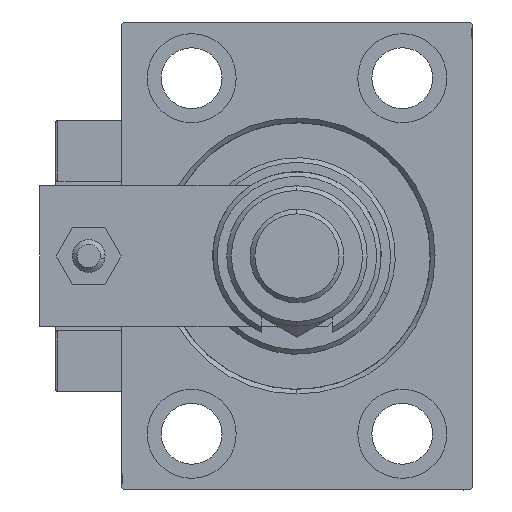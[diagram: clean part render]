
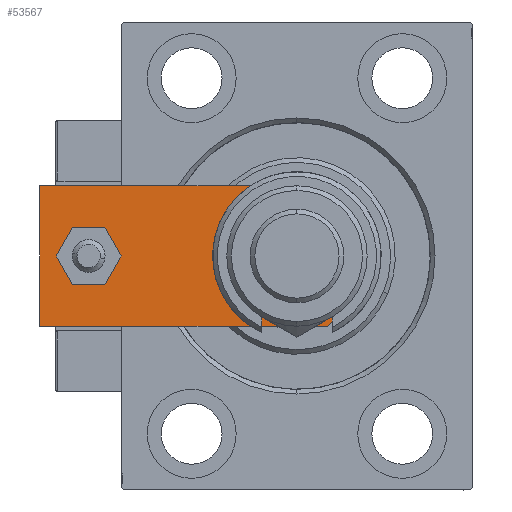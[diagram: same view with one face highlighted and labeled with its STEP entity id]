
A CAD part, left-side view. The second image highlights one B-rep face of the part: STEP entity #53567.
In plain terms, the highlighted face is planar.
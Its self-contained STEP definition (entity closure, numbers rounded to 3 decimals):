
#174 = DIRECTION ( 'NONE',  ( 0.707, 0.707, 0. ) ) ;
#621 = CARTESIAN_POINT ( 'NONE',  ( -3.25, -3.25, 8. ) ) ;
#1162 = DIRECTION ( 'NONE',  ( 0.707, -0.707, 0. ) ) ;
#1350 = DIRECTION ( 'NONE',  ( 1., 0., 0. ) ) ;
#1491 = DIRECTION ( 'NONE',  ( 1., 0., 0. ) ) ;
#1889 = FACE_OUTER_BOUND ( 'NONE', #40045, .T. ) ;
#1946 = CARTESIAN_POINT ( 'NONE',  ( 6.5, 0., 8. ) ) ;
#2004 = DIRECTION ( 'NONE',  ( 1., 0., 0. ) ) ;
#2473 = VERTEX_POINT ( 'NONE', #33475 ) ;
#3042 = CARTESIAN_POINT ( 'NONE',  ( -10., 15., 8. ) ) ;
#3419 = VERTEX_POINT ( 'NONE', #3594 ) ;
#3594 = CARTESIAN_POINT ( 'NONE',  ( 10., 15., 8. ) ) ;
#4451 = EDGE_CURVE ( 'NONE', #53843, #6437, #45795, .T. ) ;
#4712 = CARTESIAN_POINT ( 'NONE',  ( -6.5, 0., 8. ) ) ;
#5574 = CARTESIAN_POINT ( 'NONE',  ( 0., 59.5, 8. ) ) ;
#5905 = EDGE_CURVE ( 'NONE', #2473, #40600, #42894, .T. ) ;
#6437 = VERTEX_POINT ( 'NONE', #46978 ) ;
#8090 = LINE ( 'NONE', #41891, #52547 ) ;
#12691 = LINE ( 'NONE', #17049, #27568 ) ;
#14378 = VERTEX_POINT ( 'NONE', #15991 ) ;
#14735 = PLANE ( 'NONE',  #24475 ) ;
#15991 = CARTESIAN_POINT ( 'NONE',  ( -15., 8.5, 8. ) ) ;
#17049 = CARTESIAN_POINT ( 'NONE',  ( 15., 70., 8. ) ) ;
#17613 = VECTOR ( 'NONE', #2004, 1000. ) ;
#18131 = DIRECTION ( 'NONE',  ( 1., 0., 0. ) ) ;
#18819 = FACE_BOUND ( 'NONE', #29917, .T. ) ;
#20080 = CARTESIAN_POINT ( 'NONE',  ( 15., 8.5, 8. ) ) ;
#20863 = EDGE_LOOP ( 'NONE', ( #47888, #45956 ) ) ;
#21786 = EDGE_CURVE ( 'NONE', #40600, #2473, #25307, .T. ) ;
#22087 = VERTEX_POINT ( 'NONE', #4712 ) ;
#22139 = EDGE_CURVE ( 'NONE', #14378, #22087, #37452, .T. ) ;
#22881 = ORIENTED_EDGE ( 'NONE', *, *, #22139, .T. ) ;
#24160 = CARTESIAN_POINT ( 'NONE',  ( -15., 70., 8. ) ) ;
#24449 = EDGE_CURVE ( 'NONE', #22087, #52562, #31189, .T. ) ;
#24475 = AXIS2_PLACEMENT_3D ( 'NONE', #47704, #26442, #1350 ) ;
#24711 = CARTESIAN_POINT ( 'NONE',  ( 0., 59.5, 8. ) ) ;
#25307 = CIRCLE ( 'NONE', #48820, 4. ) ;
#26442 = DIRECTION ( 'NONE',  ( 0., 0., 1. ) ) ;
#27568 = VECTOR ( 'NONE', #38296, 1000. ) ;
#28584 = DIRECTION ( 'NONE',  ( 0., 0., 1. ) ) ;
#29308 = ORIENTED_EDGE ( 'NONE', *, *, #53814, .T. ) ;
#29917 = EDGE_LOOP ( 'NONE', ( #50866, #35167 ) ) ;
#30494 = EDGE_CURVE ( 'NONE', #52562, #53843, #8090, .T. ) ;
#31189 = LINE ( 'NONE', #39378, #17613 ) ;
#32663 = ORIENTED_EDGE ( 'NONE', *, *, #39387, .T. ) ;
#33475 = CARTESIAN_POINT ( 'NONE',  ( -4., 59.5, 8. ) ) ;
#34710 = CARTESIAN_POINT ( 'NONE',  ( 0., 15., 8. ) ) ;
#34773 = CARTESIAN_POINT ( 'NONE',  ( 0., 15., 8. ) ) ;
#35167 = ORIENTED_EDGE ( 'NONE', *, *, #41334, .F. ) ;
#35878 = VERTEX_POINT ( 'NONE', #52865 ) ;
#36294 = EDGE_CURVE ( 'NONE', #53383, #3419, #49239, .T. ) ;
#37257 = AXIS2_PLACEMENT_3D ( 'NONE', #34773, #42417, #1491 ) ;
#37452 = LINE ( 'NONE', #621, #42750 ) ;
#37564 = VECTOR ( 'NONE', #47912, 1000. ) ;
#38296 = DIRECTION ( 'NONE',  ( -1., 0., 0. ) ) ;
#39378 = CARTESIAN_POINT ( 'NONE',  ( -15., 0., 8. ) ) ;
#39387 = EDGE_CURVE ( 'NONE', #6437, #35878, #12691, .T. ) ;
#40045 = EDGE_LOOP ( 'NONE', ( #29308, #22881, #51896, #50618, #44075, #32663 ) ) ;
#40600 = VERTEX_POINT ( 'NONE', #42661 ) ;
#41334 = EDGE_CURVE ( 'NONE', #3419, #53383, #46781, .T. ) ;
#41356 = DIRECTION ( 'NONE',  ( 0., 0., 1. ) ) ;
#41891 = CARTESIAN_POINT ( 'NONE',  ( 3.25, -3.25, 8. ) ) ;
#42417 = DIRECTION ( 'NONE',  ( 0., 0., 1. ) ) ;
#42661 = CARTESIAN_POINT ( 'NONE',  ( 4., 59.5, 8. ) ) ;
#42750 = VECTOR ( 'NONE', #1162, 1000. ) ;
#42894 = CIRCLE ( 'NONE', #43759, 4. ) ;
#43759 = AXIS2_PLACEMENT_3D ( 'NONE', #24711, #41356, #53867 ) ;
#44075 = ORIENTED_EDGE ( 'NONE', *, *, #4451, .T. ) ;
#45795 = LINE ( 'NONE', #49073, #52369 ) ;
#45956 = ORIENTED_EDGE ( 'NONE', *, *, #21786, .F. ) ;
#46781 = CIRCLE ( 'NONE', #37257, 10. ) ;
#46976 = DIRECTION ( 'NONE',  ( 0., 0., 1. ) ) ;
#46978 = CARTESIAN_POINT ( 'NONE',  ( 15., 70., 8. ) ) ;
#47704 = CARTESIAN_POINT ( 'NONE',  ( 0., 0., 8. ) ) ;
#47888 = ORIENTED_EDGE ( 'NONE', *, *, #5905, .F. ) ;
#47912 = DIRECTION ( 'NONE',  ( 0., -1., 0. ) ) ;
#48352 = AXIS2_PLACEMENT_3D ( 'NONE', #34710, #46976, #51317 ) ;
#48443 = LINE ( 'NONE', #24160, #37564 ) ;
#48820 = AXIS2_PLACEMENT_3D ( 'NONE', #5574, #28584, #18131 ) ;
#49073 = CARTESIAN_POINT ( 'NONE',  ( 15., 0., 8. ) ) ;
#49239 = CIRCLE ( 'NONE', #48352, 10. ) ;
#49876 = DIRECTION ( 'NONE',  ( 0., 1., 0. ) ) ;
#50618 = ORIENTED_EDGE ( 'NONE', *, *, #30494, .T. ) ;
#50866 = ORIENTED_EDGE ( 'NONE', *, *, #36294, .F. ) ;
#51317 = DIRECTION ( 'NONE',  ( 1., 0., 0. ) ) ;
#51896 = ORIENTED_EDGE ( 'NONE', *, *, #24449, .T. ) ;
#52045 = FACE_BOUND ( 'NONE', #20863, .T. ) ;
#52369 = VECTOR ( 'NONE', #49876, 1000. ) ;
#52547 = VECTOR ( 'NONE', #174, 1000. ) ;
#52562 = VERTEX_POINT ( 'NONE', #1946 ) ;
#52865 = CARTESIAN_POINT ( 'NONE',  ( -15., 70., 8. ) ) ;
#53383 = VERTEX_POINT ( 'NONE', #3042 ) ;
#53567 = ADVANCED_FACE ( 'NONE', ( #52045, #1889, #18819 ), #14735, .T. ) ;
#53814 = EDGE_CURVE ( 'NONE', #35878, #14378, #48443, .T. ) ;
#53843 = VERTEX_POINT ( 'NONE', #20080 ) ;
#53867 = DIRECTION ( 'NONE',  ( 1., 0., 0. ) ) ;
